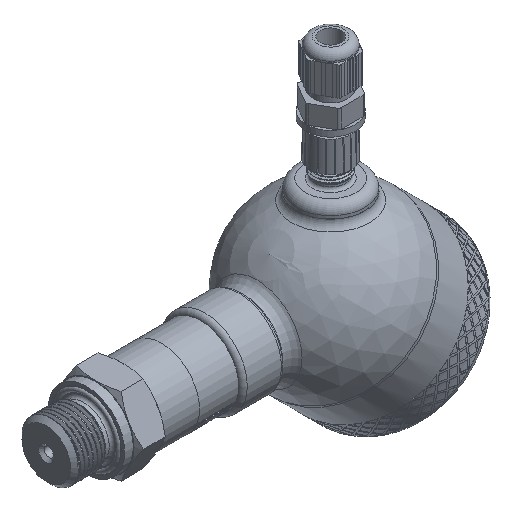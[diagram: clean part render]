
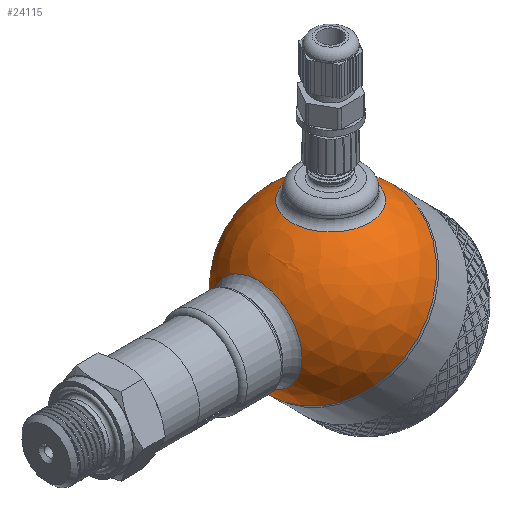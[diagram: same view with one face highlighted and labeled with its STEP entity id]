
A CAD part, isometric view. The second image highlights one B-rep face of the part: STEP entity #24115.
In plain terms, the highlighted spherical face has radius 30 mm.
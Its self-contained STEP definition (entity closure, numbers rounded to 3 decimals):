
#56=SPHERICAL_SURFACE('',#25598,30.);
#1087=FACE_BOUND('',#3455,.T.);
#1088=FACE_BOUND('',#3456,.T.);
#1879=FACE_OUTER_BOUND('',#3454,.T.);
#3454=EDGE_LOOP('',(#17603,#17604,#17605,#17606));
#3455=EDGE_LOOP('',(#17607));
#3456=EDGE_LOOP('',(#17608));
#4895=CIRCLE('',#25520,30.);
#4896=CIRCLE('',#25521,30.);
#4923=CIRCLE('',#25594,13.5);
#4926=CIRCLE('',#25599,30.);
#4927=CIRCLE('',#25600,15.643);
#9480=VERTEX_POINT('',#32238);
#9481=VERTEX_POINT('',#32240);
#9980=VERTEX_POINT('',#38627);
#9982=VERTEX_POINT('',#38634);
#9983=VERTEX_POINT('',#38636);
#12071=EDGE_CURVE('',#9480,#9481,#4895,.T.);
#12072=EDGE_CURVE('',#9481,#9480,#4896,.T.);
#12823=EDGE_CURVE('',#9980,#9980,#4923,.T.);
#12826=EDGE_CURVE('',#9481,#9982,#4926,.T.);
#12827=EDGE_CURVE('',#9983,#9983,#4927,.T.);
#17603=ORIENTED_EDGE('',*,*,#12072,.F.);
#17604=ORIENTED_EDGE('',*,*,#12826,.T.);
#17605=ORIENTED_EDGE('',*,*,#12826,.F.);
#17606=ORIENTED_EDGE('',*,*,#12071,.F.);
#17607=ORIENTED_EDGE('',*,*,#12827,.F.);
#17608=ORIENTED_EDGE('',*,*,#12823,.F.);
#24115=ADVANCED_FACE('',(#1879,#1087,#1088),#56,.T.);
#25520=AXIS2_PLACEMENT_3D('',#32241,#26895,#26896);
#25521=AXIS2_PLACEMENT_3D('',#32242,#26897,#26898);
#25594=AXIS2_PLACEMENT_3D('',#38628,#27307,#27308);
#25598=AXIS2_PLACEMENT_3D('',#38633,#27315,#27316);
#25599=AXIS2_PLACEMENT_3D('',#38635,#27317,#27318);
#25600=AXIS2_PLACEMENT_3D('',#38637,#27319,#27320);
#26895=DIRECTION('center_axis',(1.,0.,0.));
#26896=DIRECTION('ref_axis',(0.,1.,0.));
#26897=DIRECTION('center_axis',(1.,0.,0.));
#26898=DIRECTION('ref_axis',(0.,1.,0.));
#27307=DIRECTION('center_axis',(-0.707,0.,-0.707));
#27308=DIRECTION('ref_axis',(-0.707,0.,0.707));
#27315=DIRECTION('center_axis',(1.,0.,0.));
#27316=DIRECTION('ref_axis',(0.,-1.,0.));
#27317=DIRECTION('center_axis',(0.,0.,1.));
#27318=DIRECTION('ref_axis',(0.,1.,0.));
#27319=DIRECTION('center_axis',(-0.707,0.,0.707));
#27320=DIRECTION('ref_axis',(0.707,0.,0.707));
#32238=CARTESIAN_POINT('',(0.,-30.,0.));
#32240=CARTESIAN_POINT('',(0.,30.,0.));
#32241=CARTESIAN_POINT('Origin',(0.,0.,0.));
#32242=CARTESIAN_POINT('Origin',(0.,0.,0.));
#38627=CARTESIAN_POINT('',(-9.398,0.,-28.49));
#38628=CARTESIAN_POINT('Origin',(-18.944,0.,-18.944));
#38633=CARTESIAN_POINT('Origin',(0.,0.,0.));
#38634=CARTESIAN_POINT('',(-30.,0.,0.));
#38635=CARTESIAN_POINT('Origin',(0.,0.,0.));
#38636=CARTESIAN_POINT('',(-29.162,0.,7.04));
#38637=CARTESIAN_POINT('Origin',(-18.101,0.,18.101));
